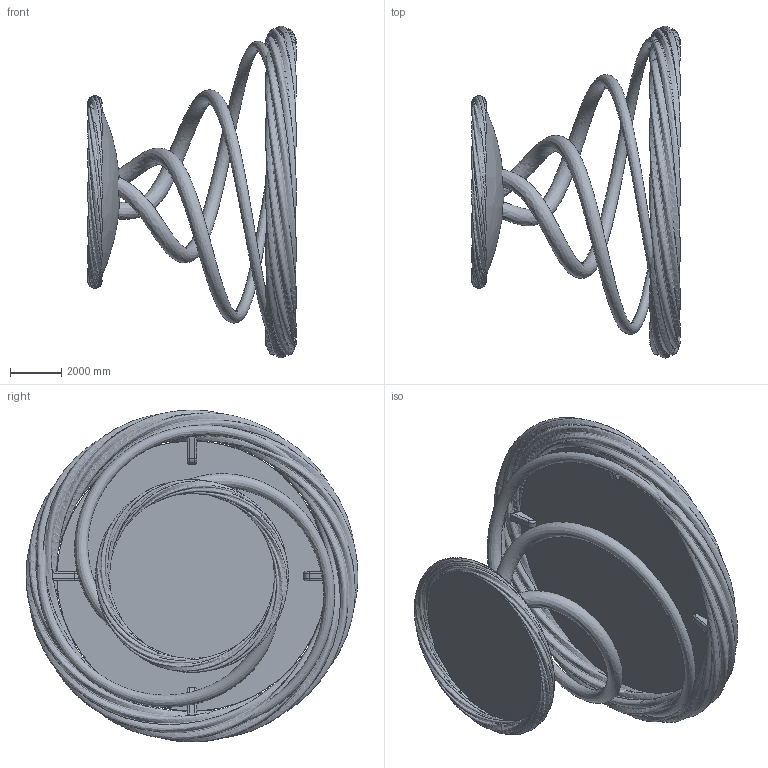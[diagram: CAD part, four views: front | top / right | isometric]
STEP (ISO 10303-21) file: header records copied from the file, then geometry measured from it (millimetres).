
FILE_DESCRIPTION(('FreeCAD Model'),'2;1');
FILE_NAME('Open CASCADE Shape Model','2025-04-30T20:25:37',('FreeCAD'),( 'FreeCAD'),'Open CASCADE STEP processor 7.6','FreeCAD','Unknown');
FILE_SCHEMA(('AUTOMOTIVE_DESIGN { 1 0 10303 214 1 1 1 1 }'));
Products named in the file (1): Open CASCADE STEP translator 7.6 1
Bounding box: 8141.02 x 12963.26 x 12962.81 mm (x, y, z)
Volume: 111720469588.1 mm3; surface area: 572603404.4 mm2
Topology: 10 solids, 10 shells, 130 faces, 278 edges, 151 vertices
Faces by surface type: bspline 130
Entity records: 277742 total; most frequent: CARTESIAN_POINT 276198, ORIENTED_EDGE 522, EDGE_CURVE 261, VERTEX_POINT 151, B_SPLINE_CURVE_WITH_KNOTS 143, FACE_BOUND 132, EDGE_LOOP 132, ADVANCED_FACE 130
